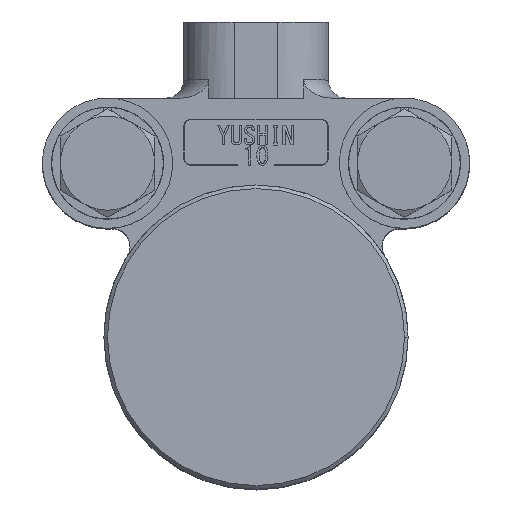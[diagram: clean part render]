
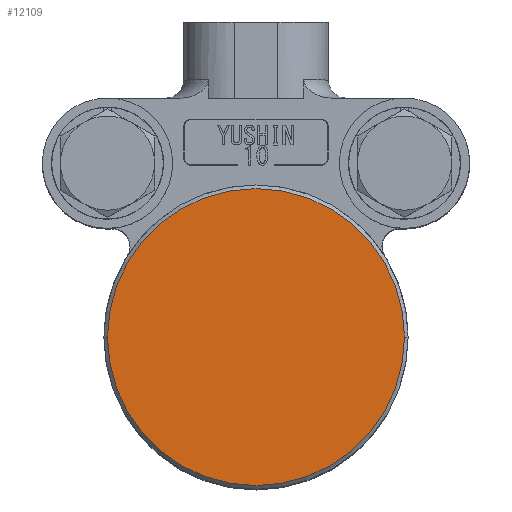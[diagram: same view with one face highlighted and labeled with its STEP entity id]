
A CAD part, top view. The second image highlights one B-rep face of the part: STEP entity #12109.
In plain terms, the highlighted planar face has unit normal (0, 0, 1).
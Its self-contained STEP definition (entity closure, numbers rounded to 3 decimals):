
#201 = DIRECTION ( 'NONE',  ( 0., 0., 1. ) ) ;
#597 = FACE_OUTER_BOUND ( 'NONE', #17029, .T. ) ;
#1178 = DIRECTION ( 'NONE',  ( 0., 0., 1. ) ) ;
#1550 = VERTEX_POINT ( 'NONE', #19010 ) ;
#2206 = PLANE ( 'NONE',  #4863 ) ;
#3515 = CARTESIAN_POINT ( 'NONE',  ( 0., 0., 28. ) ) ;
#3700 = DIRECTION ( 'NONE',  ( 1., 0., 0. ) ) ;
#4762 = ORIENTED_EDGE ( 'NONE', *, *, #18956, .T. ) ;
#4863 = AXIS2_PLACEMENT_3D ( 'NONE', #11425, #5111, #3700 ) ;
#5111 = DIRECTION ( 'NONE',  ( 0., 0., 1. ) ) ;
#5831 = AXIS2_PLACEMENT_3D ( 'NONE', #3515, #201, #9352 ) ;
#6654 = AXIS2_PLACEMENT_3D ( 'NONE', #14927, #1178, #7300 ) ;
#7300 = DIRECTION ( 'NONE',  ( 1., 0., 0. ) ) ;
#8083 = CIRCLE ( 'NONE', #5831, 20.5 ) ;
#9203 = ORIENTED_EDGE ( 'NONE', *, *, #12958, .T. ) ;
#9352 = DIRECTION ( 'NONE',  ( 1., 0., 0. ) ) ;
#10756 = CARTESIAN_POINT ( 'NONE',  ( 20.5, 0., 28. ) ) ;
#11425 = CARTESIAN_POINT ( 'NONE',  ( 0., 0., 28. ) ) ;
#12109 = ADVANCED_FACE ( 'NONE', ( #597 ), #2206, .T. ) ;
#12949 = VERTEX_POINT ( 'NONE', #10756 ) ;
#12958 = EDGE_CURVE ( 'NONE', #12949, #1550, #8083, .T. ) ;
#14662 = CIRCLE ( 'NONE', #6654, 20.5 ) ;
#14927 = CARTESIAN_POINT ( 'NONE',  ( 0., 0., 28. ) ) ;
#17029 = EDGE_LOOP ( 'NONE', ( #4762, #9203 ) ) ;
#18956 = EDGE_CURVE ( 'NONE', #1550, #12949, #14662, .T. ) ;
#19010 = CARTESIAN_POINT ( 'NONE',  ( -20.5, 0., 28. ) ) ;
